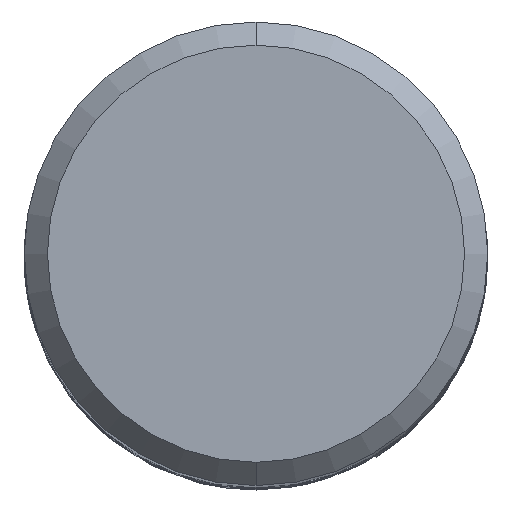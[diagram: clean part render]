
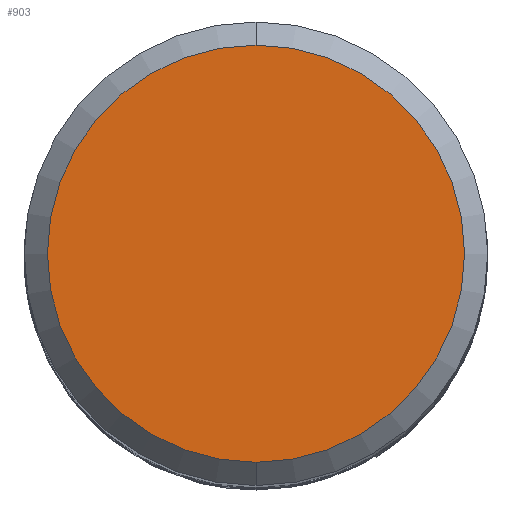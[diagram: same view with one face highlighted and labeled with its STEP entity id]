
A CAD part, top view. The second image highlights one B-rep face of the part: STEP entity #903.
In plain terms, the highlighted planar face has unit normal (0, 0, 1).
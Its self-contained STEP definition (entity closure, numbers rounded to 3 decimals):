
#629=VERTEX_POINT('',#1628);
#897=VERTEX_POINT('',#1924);
#903=ADVANCED_FACE('',(#1930),#1931,.T.);
#1031=EDGE_CURVE('',#629,#897,#2071,.T.);
#1091=EDGE_CURVE('',#897,#629,#2137,.T.);
#1628=CARTESIAN_POINT('',(0.0,9.0,0.0));
#1924=CARTESIAN_POINT('',(0.,-9.0,0.0));
#1930=FACE_OUTER_BOUND('',#10498,.T.);
#1931=PLANE('',#10499);
#2071=CIRCLE('',#12351,9.0);
#2137=CIRCLE('',#13924,9.0);
#10498=EDGE_LOOP('',(#20414,#20415));
#10499=AXIS2_PLACEMENT_3D('',#20416,#20417,#20418);
#12351=AXIS2_PLACEMENT_3D('',#20557,#20558,#20559);
#13924=AXIS2_PLACEMENT_3D('',#20620,#20621,#20622);
#20414=ORIENTED_EDGE('',*,*,#1031,.F.);
#20415=ORIENTED_EDGE('',*,*,#1091,.F.);
#20416=CARTESIAN_POINT('',(0.0,4.5,0.0));
#20417=DIRECTION('',(-0.0,0.0,1.0));
#20418=DIRECTION('',(0.0,-1.0,0.0));
#20557=CARTESIAN_POINT('',(0.0,0.0,0.0));
#20558=DIRECTION('',(0.0,0.0,-1.0));
#20559=DIRECTION('',(0.0,1.0,0.0));
#20620=CARTESIAN_POINT('',(0.0,0.0,0.0));
#20621=DIRECTION('',(0.0,0.0,-1.0));
#20622=DIRECTION('',(0.0,1.0,0.0));
